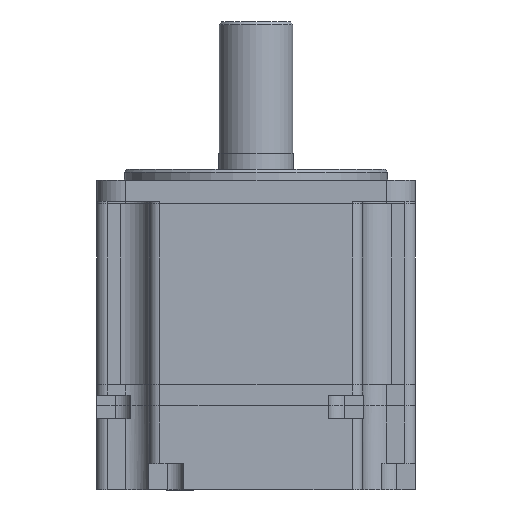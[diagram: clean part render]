
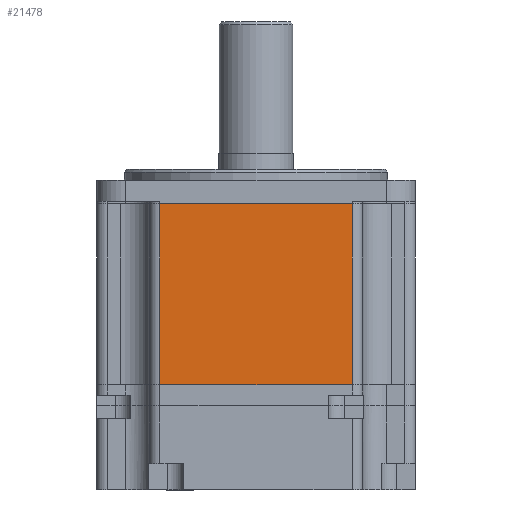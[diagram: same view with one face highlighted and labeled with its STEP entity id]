
A CAD part, front view. The second image highlights one B-rep face of the part: STEP entity #21478.
In plain terms, the highlighted planar face has unit normal (0, -1, 0).
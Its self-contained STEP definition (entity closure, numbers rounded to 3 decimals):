
#888 = CARTESIAN_POINT ( 'NONE',  ( -30.25, -30.25, -50.35 ) ) ;
#1369 = VERTEX_POINT ( 'NONE', #12070 ) ;
#2807 = EDGE_CURVE ( 'NONE', #1369, #8158, #31261, .T. ) ;
#4292 = CARTESIAN_POINT ( 'NONE',  ( -18.25, -30.25, -8. ) ) ;
#4732 = VECTOR ( 'NONE', #34177, 1000. ) ;
#5483 = CARTESIAN_POINT ( 'NONE',  ( 18.25, -30.25, -8. ) ) ;
#8158 = VERTEX_POINT ( 'NONE', #17568 ) ;
#8407 = VECTOR ( 'NONE', #41380, 1000. ) ;
#9683 = DIRECTION ( 'NONE',  ( 0., 0., -1. ) ) ;
#9947 = ORIENTED_EDGE ( 'NONE', *, *, #40394, .T. ) ;
#10046 = EDGE_CURVE ( 'NONE', #1369, #12974, #29282, .T. ) ;
#10850 = VERTEX_POINT ( 'NONE', #4292 ) ;
#12042 = ORIENTED_EDGE ( 'NONE', *, *, #2807, .F. ) ;
#12070 = CARTESIAN_POINT ( 'NONE',  ( 18.25, -30.25, -42.35 ) ) ;
#12974 = VERTEX_POINT ( 'NONE', #5483 ) ;
#13238 = LINE ( 'NONE', #41302, #42160 ) ;
#13900 = AXIS2_PLACEMENT_3D ( 'NONE', #888, #25098, #34290 ) ;
#16492 = EDGE_LOOP ( 'NONE', ( #12042, #43354, #17950, #9947 ) ) ;
#17254 = FACE_OUTER_BOUND ( 'NONE', #16492, .T. ) ;
#17568 = CARTESIAN_POINT ( 'NONE',  ( -18.25, -30.25, -42.35 ) ) ;
#17598 = CARTESIAN_POINT ( 'NONE',  ( -30.25, -30.25, -42.35 ) ) ;
#17950 = ORIENTED_EDGE ( 'NONE', *, *, #29883, .F. ) ;
#17998 = LINE ( 'NONE', #42646, #24900 ) ;
#21328 = DIRECTION ( 'NONE',  ( 1., 0., 0. ) ) ;
#21478 = ADVANCED_FACE ( 'NONE', ( #17254 ), #38778, .T. ) ;
#24900 = VECTOR ( 'NONE', #21328, 1000. ) ;
#25098 = DIRECTION ( 'NONE',  ( 0., -1., 0. ) ) ;
#29282 = LINE ( 'NONE', #42951, #4732 ) ;
#29883 = EDGE_CURVE ( 'NONE', #10850, #12974, #17998, .T. ) ;
#31261 = LINE ( 'NONE', #17598, #8407 ) ;
#34177 = DIRECTION ( 'NONE',  ( 0., 0., 1. ) ) ;
#34290 = DIRECTION ( 'NONE',  ( 0., 0., -1. ) ) ;
#38778 = PLANE ( 'NONE',  #13900 ) ;
#40394 = EDGE_CURVE ( 'NONE', #10850, #8158, #13238, .T. ) ;
#41302 = CARTESIAN_POINT ( 'NONE',  ( -18.25, -30.25, -48.85 ) ) ;
#41380 = DIRECTION ( 'NONE',  ( -1., 0., 0. ) ) ;
#42160 = VECTOR ( 'NONE', #9683, 1000. ) ;
#42646 = CARTESIAN_POINT ( 'NONE',  ( -30.25, -30.25, -8. ) ) ;
#42951 = CARTESIAN_POINT ( 'NONE',  ( 18.25, -30.25, -8. ) ) ;
#43354 = ORIENTED_EDGE ( 'NONE', *, *, #10046, .T. ) ;
